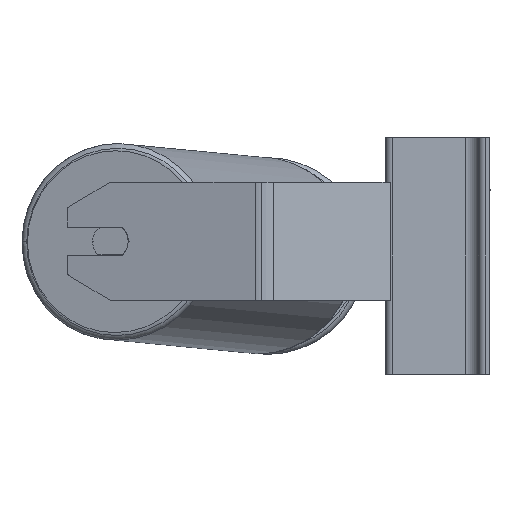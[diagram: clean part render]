
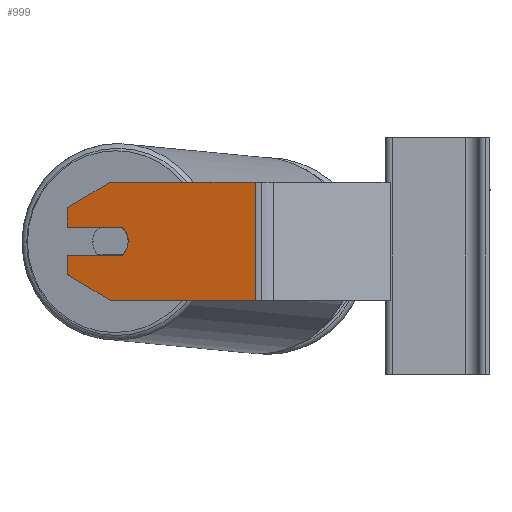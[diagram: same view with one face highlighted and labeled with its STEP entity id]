
A CAD part, left-side view. The second image highlights one B-rep face of the part: STEP entity #999.
In plain terms, the highlighted planar face has unit normal (-0.966, 0.259, 0).
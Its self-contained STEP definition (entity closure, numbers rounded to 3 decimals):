
#67 = DIRECTION ( 'NONE',  ( -0.259, -0.966, 0. ) ) ;
#232 = ORIENTED_EDGE ( 'NONE', *, *, #7135, .F. ) ;
#238 = LINE ( 'NONE', #3510, #6800 ) ;
#248 = DIRECTION ( 'NONE',  ( -0.224, -0.837, -0.5 ) ) ;
#455 = CARTESIAN_POINT ( 'NONE',  ( -611.09, 192.035, 10. ) ) ;
#611 = ORIENTED_EDGE ( 'NONE', *, *, #10040, .F. ) ;
#641 = ORIENTED_EDGE ( 'NONE', *, *, #10593, .F. ) ;
#699 = EDGE_CURVE ( 'NONE', #6300, #1868, #3470, .T. ) ;
#802 = EDGE_CURVE ( 'NONE', #5182, #3899, #10313, .T. ) ;
#814 = DIRECTION ( 'NONE',  ( -0.966, 0.259, 0. ) ) ;
#881 = LINE ( 'NONE', #3995, #7434 ) ;
#991 = CARTESIAN_POINT ( 'NONE',  ( -600.09, 233.087, 32.679 ) ) ;
#999 = ADVANCED_FACE ( 'NONE', ( #8473 ), #9337, .F. ) ;
#1010 = CARTESIAN_POINT ( 'NONE',  ( -634.115, 106.103, 50. ) ) ;
#1170 = CARTESIAN_POINT ( 'NONE',  ( -607.854, 204.109, -30. ) ) ;
#1203 = VECTOR ( 'NONE', #248, 1000. ) ;
#1209 = DIRECTION ( 'NONE',  ( 0.259, 0.966, 0. ) ) ;
#1321 = VERTEX_POINT ( 'NONE', #8358 ) ;
#1416 = CARTESIAN_POINT ( 'NONE',  ( -600.09, 233.087, -30. ) ) ;
#1810 = DIRECTION ( 'NONE',  ( 0., 0., -1. ) ) ;
#1868 = VERTEX_POINT ( 'NONE', #9180 ) ;
#1981 = VERTEX_POINT ( 'NONE', #6055 ) ;
#2000 = CIRCLE ( 'NONE', #7996, 12.5 ) ;
#2056 = DIRECTION ( 'NONE',  ( -0.259, -0.966, 0. ) ) ;
#2108 = EDGE_CURVE ( 'NONE', #1868, #1981, #5391, .T. ) ;
#2269 = EDGE_CURVE ( 'NONE', #1321, #7267, #7490, .T. ) ;
#2529 = DIRECTION ( 'NONE',  ( 0.259, 0.966, 0. ) ) ;
#2781 = ORIENTED_EDGE ( 'NONE', *, *, #3817, .F. ) ;
#2819 = LINE ( 'NONE', #5276, #3223 ) ;
#3183 = VERTEX_POINT ( 'NONE', #1010 ) ;
#3223 = VECTOR ( 'NONE', #4477, 1000. ) ;
#3247 = DIRECTION ( 'NONE',  ( -0.259, -0.966, 0. ) ) ;
#3313 = ORIENTED_EDGE ( 'NONE', *, *, #10068, .T. ) ;
#3318 = ORIENTED_EDGE ( 'NONE', *, *, #7669, .F. ) ;
#3470 = LINE ( 'NONE', #1170, #1203 ) ;
#3510 = CARTESIAN_POINT ( 'NONE',  ( -600.09, 233.087, 50. ) ) ;
#3717 = VECTOR ( 'NONE', #2056, 1000. ) ;
#3817 = EDGE_CURVE ( 'NONE', #3183, #1981, #881, .T. ) ;
#3899 = VERTEX_POINT ( 'NONE', #991 ) ;
#3909 = VECTOR ( 'NONE', #2529, 1000. ) ;
#3943 = ORIENTED_EDGE ( 'NONE', *, *, #802, .T. ) ;
#3995 = CARTESIAN_POINT ( 'NONE',  ( -634.115, 106.103, 50. ) ) ;
#4367 = LINE ( 'NONE', #9378, #3717 ) ;
#4430 = CARTESIAN_POINT ( 'NONE',  ( -600.09, 233.087, 50. ) ) ;
#4447 = CARTESIAN_POINT ( 'NONE',  ( -600.09, 233.087, -12.679 ) ) ;
#4460 = DIRECTION ( 'NONE',  ( -0.966, 0.259, 0. ) ) ;
#4477 = DIRECTION ( 'NONE',  ( 0., 0., -1. ) ) ;
#4802 = DIRECTION ( 'NONE',  ( -0.259, -0.966, 0. ) ) ;
#5182 = VERTEX_POINT ( 'NONE', #7209 ) ;
#5260 = CARTESIAN_POINT ( 'NONE',  ( -607.854, 204.109, 10. ) ) ;
#5276 = CARTESIAN_POINT ( 'NONE',  ( -600.09, 233.087, 50. ) ) ;
#5391 = LINE ( 'NONE', #1416, #7219 ) ;
#5402 = ORIENTED_EDGE ( 'NONE', *, *, #6737, .T. ) ;
#5454 = DIRECTION ( 'NONE',  ( 0.224, 0.837, -0.5 ) ) ;
#5517 = CARTESIAN_POINT ( 'NONE',  ( -609.957, 196.262, 0.5 ) ) ;
#5558 = CARTESIAN_POINT ( 'NONE',  ( -600.09, 233.087, 32.679 ) ) ;
#5803 = LINE ( 'NONE', #8977, #3909 ) ;
#6055 = CARTESIAN_POINT ( 'NONE',  ( -634.115, 106.103, -30. ) ) ;
#6300 = VERTEX_POINT ( 'NONE', #4447 ) ;
#6510 = VERTEX_POINT ( 'NONE', #455 ) ;
#6737 = EDGE_CURVE ( 'NONE', #1321, #6300, #238, .T. ) ;
#6800 = VECTOR ( 'NONE', #1810, 1000. ) ;
#7135 = EDGE_CURVE ( 'NONE', #6510, #8161, #2000, .T. ) ;
#7209 = CARTESIAN_POINT ( 'NONE',  ( -607.854, 204.109, 50. ) ) ;
#7219 = VECTOR ( 'NONE', #4802, 1000. ) ;
#7225 = CARTESIAN_POINT ( 'NONE',  ( -609.957, 196.262, 19.5 ) ) ;
#7267 = VERTEX_POINT ( 'NONE', #5517 ) ;
#7270 = CARTESIAN_POINT ( 'NONE',  ( -600.09, 233.087, 0.5 ) ) ;
#7276 = DIRECTION ( 'NONE',  ( 0., 0., -1. ) ) ;
#7335 = ORIENTED_EDGE ( 'NONE', *, *, #2269, .F. ) ;
#7434 = VECTOR ( 'NONE', #7276, 1000. ) ;
#7490 = LINE ( 'NONE', #7270, #8099 ) ;
#7669 = EDGE_CURVE ( 'NONE', #7267, #6510, #8844, .T. ) ;
#7739 = DIRECTION ( 'NONE',  ( -0.259, -0.966, 0. ) ) ;
#7762 = DIRECTION ( 'NONE',  ( 0.966, -0.259, 0. ) ) ;
#7986 = AXIS2_PLACEMENT_3D ( 'NONE', #8197, #814, #67 ) ;
#7996 = AXIS2_PLACEMENT_3D ( 'NONE', #5260, #4460, #7739 ) ;
#8037 = ORIENTED_EDGE ( 'NONE', *, *, #699, .T. ) ;
#8099 = VECTOR ( 'NONE', #3247, 1000. ) ;
#8161 = VERTEX_POINT ( 'NONE', #7225 ) ;
#8197 = CARTESIAN_POINT ( 'NONE',  ( -607.854, 204.109, 10. ) ) ;
#8358 = CARTESIAN_POINT ( 'NONE',  ( -600.09, 233.087, 0.5 ) ) ;
#8473 = FACE_OUTER_BOUND ( 'NONE', #9673, .T. ) ;
#8586 = AXIS2_PLACEMENT_3D ( 'NONE', #4430, #7762, #1209 ) ;
#8642 = ORIENTED_EDGE ( 'NONE', *, *, #2108, .T. ) ;
#8844 = CIRCLE ( 'NONE', #7986, 12.5 ) ;
#8977 = CARTESIAN_POINT ( 'NONE',  ( -600.09, 233.087, 19.5 ) ) ;
#9180 = CARTESIAN_POINT ( 'NONE',  ( -607.854, 204.109, -30. ) ) ;
#9254 = VERTEX_POINT ( 'NONE', #10429 ) ;
#9337 = PLANE ( 'NONE',  #8586 ) ;
#9378 = CARTESIAN_POINT ( 'NONE',  ( -600.09, 233.087, 50. ) ) ;
#9673 = EDGE_LOOP ( 'NONE', ( #5402, #8037, #8642, #2781, #611, #3943, #3313, #641, #232, #3318, #7335 ) ) ;
#10040 = EDGE_CURVE ( 'NONE', #5182, #3183, #4367, .T. ) ;
#10068 = EDGE_CURVE ( 'NONE', #3899, #9254, #2819, .T. ) ;
#10312 = VECTOR ( 'NONE', #5454, 1000. ) ;
#10313 = LINE ( 'NONE', #5558, #10312 ) ;
#10429 = CARTESIAN_POINT ( 'NONE',  ( -600.09, 233.087, 19.5 ) ) ;
#10593 = EDGE_CURVE ( 'NONE', #8161, #9254, #5803, .T. ) ;
